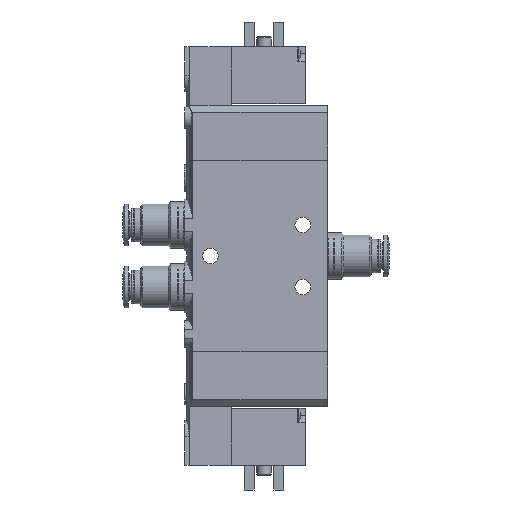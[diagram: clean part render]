
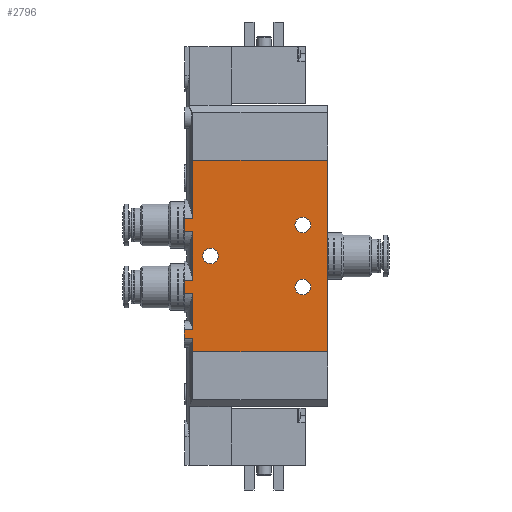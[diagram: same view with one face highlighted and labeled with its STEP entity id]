
A CAD part, left-side view. The second image highlights one B-rep face of the part: STEP entity #2796.
In plain terms, the highlighted face is planar.
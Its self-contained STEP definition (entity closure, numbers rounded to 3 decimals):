
#92=PLANE('',#3383);
#237=CIRCLE('',#3371,2.2);
#239=CIRCLE('',#3374,2.2);
#244=CIRCLE('',#3384,2.2);
#454=ORIENTED_EDGE('',*,*,#1155,.T.);
#455=ORIENTED_EDGE('',*,*,#1192,.T.);
#456=ORIENTED_EDGE('',*,*,#1185,.F.);
#457=ORIENTED_EDGE('',*,*,#1144,.T.);
#458=ORIENTED_EDGE('',*,*,#1157,.T.);
#459=ORIENTED_EDGE('',*,*,#1146,.T.);
#460=ORIENTED_EDGE('',*,*,#1187,.F.);
#461=ORIENTED_EDGE('',*,*,#1136,.T.);
#462=ORIENTED_EDGE('',*,*,#1160,.T.);
#463=ORIENTED_EDGE('',*,*,#1138,.T.);
#464=ORIENTED_EDGE('',*,*,#1179,.F.);
#465=ORIENTED_EDGE('',*,*,#1169,.T.);
#466=ORIENTED_EDGE('',*,*,#1173,.T.);
#467=ORIENTED_EDGE('',*,*,#1171,.T.);
#468=ORIENTED_EDGE('',*,*,#1182,.F.);
#469=ORIENTED_EDGE('',*,*,#1193,.F.);
#470=ORIENTED_EDGE('',*,*,#1177,.F.);
#471=ORIENTED_EDGE('',*,*,#1175,.F.);
#472=ORIENTED_EDGE('',*,*,#1194,.F.);
#1136=EDGE_CURVE('',#1520,#1519,#1793,.F.);
#1138=EDGE_CURVE('',#1521,#1522,#1794,.T.);
#1144=EDGE_CURVE('',#1528,#1527,#1797,.F.);
#1146=EDGE_CURVE('',#1529,#1530,#1798,.T.);
#1155=EDGE_CURVE('',#1539,#1538,#1802,.T.);
#1157=EDGE_CURVE('',#1527,#1529,#1804,.T.);
#1160=EDGE_CURVE('',#1519,#1521,#1806,.T.);
#1169=EDGE_CURVE('',#1547,#1548,#1811,.F.);
#1171=EDGE_CURVE('',#1550,#1549,#1812,.T.);
#1173=EDGE_CURVE('',#1548,#1550,#1813,.T.);
#1175=EDGE_CURVE('',#1552,#1552,#237,.F.);
#1177=EDGE_CURVE('',#1554,#1554,#239,.F.);
#1179=EDGE_CURVE('',#1547,#1522,#1814,.T.);
#1182=EDGE_CURVE('',#1557,#1549,#1816,.T.);
#1185=EDGE_CURVE('',#1528,#1559,#1819,.T.);
#1187=EDGE_CURVE('',#1520,#1530,#1820,.T.);
#1192=EDGE_CURVE('',#1538,#1559,#1824,.T.);
#1193=EDGE_CURVE('',#1539,#1557,#1825,.T.);
#1194=EDGE_CURVE('',#1561,#1561,#244,.F.);
#1519=VERTEX_POINT('',#4564);
#1520=VERTEX_POINT('',#4566);
#1521=VERTEX_POINT('',#4578);
#1522=VERTEX_POINT('',#4579);
#1527=VERTEX_POINT('',#4598);
#1528=VERTEX_POINT('',#4600);
#1529=VERTEX_POINT('',#4612);
#1530=VERTEX_POINT('',#4613);
#1538=VERTEX_POINT('',#4638);
#1539=VERTEX_POINT('',#4640);
#1547=VERTEX_POINT('',#4677);
#1548=VERTEX_POINT('',#4678);
#1549=VERTEX_POINT('',#4690);
#1550=VERTEX_POINT('',#4692);
#1552=VERTEX_POINT('',#4700);
#1554=VERTEX_POINT('',#4705);
#1557=VERTEX_POINT('',#4713);
#1559=VERTEX_POINT('',#4720);
#1561=VERTEX_POINT('',#4734);
#1793=LINE('',#4565,#1974);
#1794=LINE('',#4577,#1975);
#1797=LINE('',#4599,#1978);
#1798=LINE('',#4611,#1979);
#1802=LINE('',#4639,#1983);
#1804=LINE('',#4643,#1985);
#1806=LINE('',#4648,#1987);
#1811=LINE('',#4676,#1992);
#1812=LINE('',#4691,#1993);
#1813=LINE('',#4695,#1994);
#1814=LINE('',#4709,#1995);
#1816=LINE('',#4714,#1997);
#1819=LINE('',#4719,#2000);
#1820=LINE('',#4723,#2001);
#1824=LINE('',#4731,#2005);
#1825=LINE('',#4732,#2006);
#1974=VECTOR('',#3696,1000.);
#1975=VECTOR('',#3699,1000.);
#1978=VECTOR('',#3708,1000.);
#1979=VECTOR('',#3711,1000.);
#1983=VECTOR('',#3725,1000.);
#1985=VECTOR('',#3729,1000.);
#1987=VECTOR('',#3735,1000.);
#1992=VECTOR('',#3752,1000.);
#1993=VECTOR('',#3753,1000.);
#1994=VECTOR('',#3758,1000.);
#1995=VECTOR('',#3775,1000.);
#1997=VECTOR('',#3779,1000.);
#2000=VECTOR('',#3784,1000.);
#2001=VECTOR('',#3789,1000.);
#2005=VECTOR('',#3799,1000.);
#2006=VECTOR('',#3800,1000.);
#2183=EDGE_LOOP('',(#454,#455,#456,#457,#458,#459,#460,#461,#462,#463,#464,
#465,#466,#467,#468,#469));
#2184=EDGE_LOOP('',(#470));
#2185=EDGE_LOOP('',(#471));
#2186=EDGE_LOOP('',(#472));
#2459=FACE_BOUND('',#2183,.T.);
#2460=FACE_BOUND('',#2184,.T.);
#2461=FACE_BOUND('',#2185,.T.);
#2462=FACE_BOUND('',#2186,.T.);
#2796=ADVANCED_FACE('',(#2459,#2460,#2461,#2462),#92,.F.);
#3371=AXIS2_PLACEMENT_3D('',#4699,#3763,#3764);
#3374=AXIS2_PLACEMENT_3D('',#4704,#3769,#3770);
#3383=AXIS2_PLACEMENT_3D('',#4730,#3797,#3798);
#3384=AXIS2_PLACEMENT_3D('',#4733,#3801,#3802);
#3696=DIRECTION('',(0.,-1.,0.));
#3699=DIRECTION('',(0.,-1.,0.));
#3708=DIRECTION('',(0.,-1.,0.));
#3711=DIRECTION('',(0.,-1.,0.));
#3725=DIRECTION('',(-1.,0.,0.));
#3729=DIRECTION('',(1.,0.,0.));
#3735=DIRECTION('',(1.,0.,0.));
#3752=DIRECTION('',(0.,-1.,0.));
#3753=DIRECTION('',(0.,-1.,0.));
#3758=DIRECTION('',(1.,0.,0.));
#3763=DIRECTION('',(0.,0.,1.));
#3764=DIRECTION('',(1.,0.,0.));
#3769=DIRECTION('',(0.,0.,1.));
#3770=DIRECTION('',(1.,0.,0.));
#3775=DIRECTION('',(-1.,0.,0.));
#3779=DIRECTION('',(-1.,0.,0.));
#3784=DIRECTION('',(-1.,0.,0.));
#3789=DIRECTION('',(-1.,0.,0.));
#3797=DIRECTION('',(0.,0.,1.));
#3798=DIRECTION('',(1.,0.,0.));
#3799=DIRECTION('',(0.,1.,0.));
#3800=DIRECTION('',(0.,1.,0.));
#3801=DIRECTION('',(0.,0.,1.));
#3802=DIRECTION('',(1.,0.,0.));
#4564=CARTESIAN_POINT('',(33.863,40.4,-7.));
#4565=CARTESIAN_POINT('',(33.863,0.,-7.));
#4566=CARTESIAN_POINT('',(33.863,38.066,-7.));
#4577=CARTESIAN_POINT('',(37.637,0.,-7.));
#4578=CARTESIAN_POINT('',(37.637,40.4,-7.));
#4579=CARTESIAN_POINT('',(37.637,38.066,-7.));
#4598=CARTESIAN_POINT('',(16.363,40.4,-7.));
#4599=CARTESIAN_POINT('',(16.363,0.,-7.));
#4600=CARTESIAN_POINT('',(16.363,38.066,-7.));
#4611=CARTESIAN_POINT('',(20.137,0.,-7.));
#4612=CARTESIAN_POINT('',(20.137,40.4,-7.));
#4613=CARTESIAN_POINT('',(20.137,38.066,-7.));
#4638=CARTESIAN_POINT('',(0.,0.,-7.));
#4639=CARTESIAN_POINT('',(54.,0.,-7.));
#4640=CARTESIAN_POINT('',(54.,0.,-7.));
#4643=CARTESIAN_POINT('',(18.25,40.4,-7.));
#4648=CARTESIAN_POINT('',(35.75,40.4,-7.));
#4676=CARTESIAN_POINT('',(47.8,0.,-7.));
#4677=CARTESIAN_POINT('',(47.8,38.066,-7.));
#4678=CARTESIAN_POINT('',(47.8,40.4,-7.));
#4690=CARTESIAN_POINT('',(50.2,38.066,-7.));
#4691=CARTESIAN_POINT('',(50.2,0.,-7.));
#4692=CARTESIAN_POINT('',(50.2,40.4,-7.));
#4695=CARTESIAN_POINT('',(49.,40.4,-7.));
#4699=CARTESIAN_POINT('',(18.25,7.,-7.));
#4700=CARTESIAN_POINT('',(20.45,7.,-7.));
#4704=CARTESIAN_POINT('',(35.75,7.,-7.));
#4705=CARTESIAN_POINT('',(37.95,7.,-7.));
#4709=CARTESIAN_POINT('',(54.,38.066,-7.));
#4713=CARTESIAN_POINT('',(54.,38.066,-7.));
#4714=CARTESIAN_POINT('',(54.,38.066,-7.));
#4719=CARTESIAN_POINT('',(54.,38.066,-7.));
#4720=CARTESIAN_POINT('',(0.,38.066,-7.));
#4723=CARTESIAN_POINT('',(54.,38.066,-7.));
#4730=CARTESIAN_POINT('',(54.,0.,-7.));
#4731=CARTESIAN_POINT('',(0.,0.,-7.));
#4732=CARTESIAN_POINT('',(54.,0.,-7.));
#4733=CARTESIAN_POINT('',(27.,33.,-7.));
#4734=CARTESIAN_POINT('',(29.2,33.,-7.));
